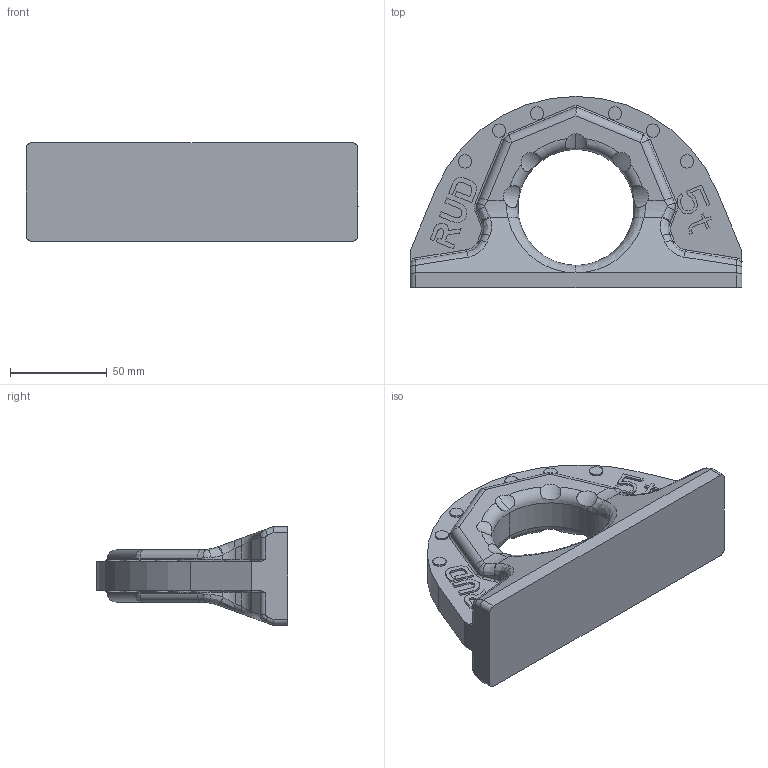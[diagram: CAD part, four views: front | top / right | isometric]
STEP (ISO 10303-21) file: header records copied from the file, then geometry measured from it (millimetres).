
FILE_DESCRIPTION((''),'2;1');
FILE_NAME('001-M33973-P1','2010-09-17T',('Rehwagena'),(''),'PRO/ENGINEER BY PARAMETRIC TECHNOLOGY CORPORATION, 2010140','PRO/ENGINEER BY PARAMETRIC TECHNOLOGY CORPORATION, 2010140','');
FILE_SCHEMA(('CONFIG_CONTROL_DESIGN'));
Length unit declared in the file: millimetre
Products named in the file (1): 001-M33973-P1
Bounding box: 172 x 99 x 51 mm (x, y, z)
Volume: 303961.4 mm3; surface area: 45566 mm2
Topology: 1 solids, 1 shells, 398 faces, 1018 edges, 646 vertices
Faces by surface type: plane 215, cylinder 109, bspline 40, torus 22, extrusion 12
Entity records: 13647 total; most frequent: CARTESIAN_POINT 4129, ORIENTED_EDGE 2036, DIRECTION 1866, EDGE_CURVE 1018, VECTOR 678, LINE 666, VERTEX_POINT 646, AXIS2_PLACEMENT_3D 594
